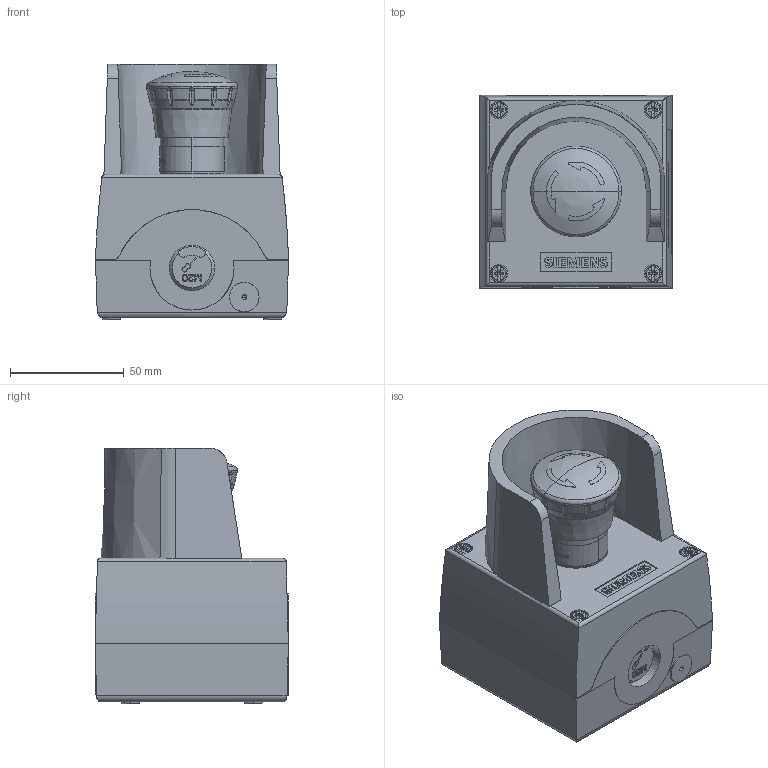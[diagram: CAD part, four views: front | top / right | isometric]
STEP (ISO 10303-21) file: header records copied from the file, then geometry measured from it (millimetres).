
FILE_DESCRIPTION(('STEP AP214'),'1');
FILE_NAME('cctmp_6567203D-74A3-4ED3-B87E-0F056F32CF15_2023_07_21_14_38_05_0539..stp','2023-07-21T12:38:07',('SIEMENS A&D'),('CADClick - www.CADClick.com'),'Spatial InterOp 3D postprocessed',' ','unknown authorization');
FILE_SCHEMA(('AUTOMOTIVE_DESIGN'));
Length unit declared in the file: millimetre
Products named in the file (3): cc_unnamed; 2023_07_21_14_38_05_0478; 2023_07_21_14_38_05_0474
Assembly tree (2 placements, depth 2):
  cc_unnamed
    2023_07_21_14_38_05_0478
    2023_07_21_14_38_05_0474
Bounding box: 85.04 x 85.2 x 112.5 mm (x, y, z)
Volume: 493989.8 mm3; surface area: 74013.1 mm2
Topology: 2 solids, 3 shells, 1615 faces, 4456 edges, 2938 vertices
Faces by surface type: plane 1157, cylinder 289, cone 55, extrusion 48, torus 34, sphere 32
Entity records: 63082 total; most frequent: CARTESIAN_POINT 13421, ORIENTED_EDGE 8904, DIRECTION 8104, EDGE_CURVE 4452, VECTOR 3178, LINE 3130, VERTEX_POINT 2938, STYLED_ITEM 2501
